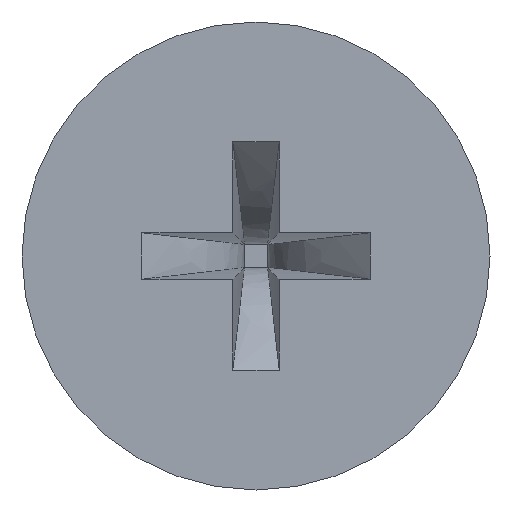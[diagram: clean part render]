
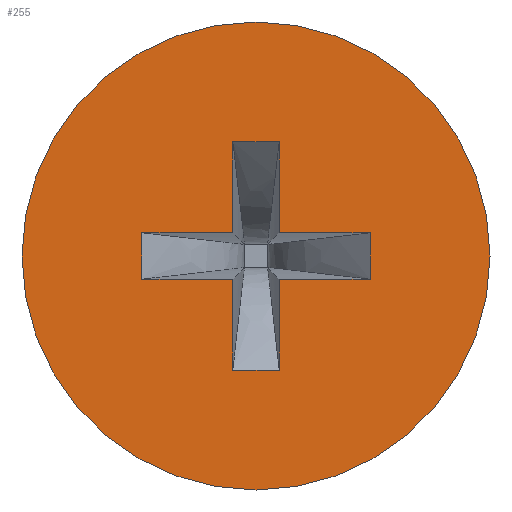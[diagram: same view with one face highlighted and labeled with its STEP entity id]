
A CAD part, left-side view. The second image highlights one B-rep face of the part: STEP entity #255.
In plain terms, the highlighted planar face has unit normal (-1, 0, 0).
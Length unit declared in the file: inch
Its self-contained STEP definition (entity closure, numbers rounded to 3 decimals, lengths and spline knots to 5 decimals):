
#17=FACE_BOUND('',#48,.T.);
#18=CIRCLE('',#290,0.166);
#19=CIRCLE('',#291,0.166);
#24=PLANE('',#289);
#30=FACE_OUTER_BOUND('',#47,.T.);
#47=EDGE_LOOP('',(#178,#179));
#48=EDGE_LOOP('',(#180,#181,#182,#183,#184,#185,#186,#187,#188,#189,#190,
#191));
#74=LINE('',#361,#92);
#75=LINE('',#402,#93);
#77=LINE('',#426,#95);
#78=LINE('',#438,#96);
#79=LINE('',#440,#97);
#80=LINE('',#442,#98);
#81=LINE('',#444,#99);
#82=LINE('',#446,#100);
#83=LINE('',#447,#101);
#84=LINE('',#449,#102);
#85=LINE('',#451,#103);
#86=LINE('',#452,#104);
#92=VECTOR('',#302,0.0645);
#93=VECTOR('',#303,0.033);
#95=VECTOR('',#305,0.0645);
#96=VECTOR('',#312,0.0645);
#97=VECTOR('',#313,0.0645);
#98=VECTOR('',#314,0.033);
#99=VECTOR('',#315,0.0645);
#100=VECTOR('',#316,0.0645);
#101=VECTOR('',#317,0.033);
#102=VECTOR('',#318,0.0645);
#103=VECTOR('',#319,0.0645);
#104=VECTOR('',#320,0.033);
#110=VERTEX_POINT('',#359);
#111=VERTEX_POINT('',#360);
#113=VERTEX_POINT('',#401);
#115=VERTEX_POINT('',#425);
#116=VERTEX_POINT('',#432);
#117=VERTEX_POINT('',#433);
#118=VERTEX_POINT('',#436);
#119=VERTEX_POINT('',#437);
#120=VERTEX_POINT('',#439);
#121=VERTEX_POINT('',#441);
#122=VERTEX_POINT('',#443);
#123=VERTEX_POINT('',#445);
#124=VERTEX_POINT('',#448);
#125=VERTEX_POINT('',#450);
#132=EDGE_CURVE('',#110,#111,#74,.T.);
#135=EDGE_CURVE('',#111,#113,#75,.T.);
#138=EDGE_CURVE('',#115,#110,#77,.T.);
#140=EDGE_CURVE('',#116,#117,#18,.T.);
#141=EDGE_CURVE('',#117,#116,#19,.T.);
#142=EDGE_CURVE('',#118,#119,#78,.T.);
#143=EDGE_CURVE('',#119,#120,#79,.T.);
#144=EDGE_CURVE('',#120,#121,#80,.T.);
#145=EDGE_CURVE('',#121,#122,#81,.T.);
#146=EDGE_CURVE('',#122,#123,#82,.T.);
#147=EDGE_CURVE('',#123,#115,#83,.T.);
#148=EDGE_CURVE('',#113,#124,#84,.T.);
#149=EDGE_CURVE('',#124,#125,#85,.T.);
#150=EDGE_CURVE('',#125,#118,#86,.T.);
#178=ORIENTED_EDGE('',*,*,#140,.T.);
#179=ORIENTED_EDGE('',*,*,#141,.T.);
#180=ORIENTED_EDGE('',*,*,#142,.T.);
#181=ORIENTED_EDGE('',*,*,#143,.T.);
#182=ORIENTED_EDGE('',*,*,#144,.T.);
#183=ORIENTED_EDGE('',*,*,#145,.T.);
#184=ORIENTED_EDGE('',*,*,#146,.T.);
#185=ORIENTED_EDGE('',*,*,#147,.T.);
#186=ORIENTED_EDGE('',*,*,#138,.T.);
#187=ORIENTED_EDGE('',*,*,#132,.T.);
#188=ORIENTED_EDGE('',*,*,#135,.T.);
#189=ORIENTED_EDGE('',*,*,#148,.T.);
#190=ORIENTED_EDGE('',*,*,#149,.T.);
#191=ORIENTED_EDGE('',*,*,#150,.T.);
#255=ADVANCED_FACE('',(#30,#17),#24,.T.);
#289=AXIS2_PLACEMENT_3D('',#431,#306,#307);
#290=AXIS2_PLACEMENT_3D('',#434,#308,#309);
#291=AXIS2_PLACEMENT_3D('',#435,#310,#311);
#302=DIRECTION('',(0.,-1.,0.));
#303=DIRECTION('',(0.,0.,-1.));
#305=DIRECTION('',(0.,0.,-1.));
#306=DIRECTION('center_axis',(-1.,0.,0.));
#307=DIRECTION('ref_axis',(0.,0.,1.));
#308=DIRECTION('center_axis',(-1.,0.,0.));
#309=DIRECTION('ref_axis',(0.,0.,1.));
#310=DIRECTION('center_axis',(-1.,0.,0.));
#311=DIRECTION('ref_axis',(0.,0.,1.));
#312=DIRECTION('',(0.,0.,1.));
#313=DIRECTION('',(0.,1.,0.));
#314=DIRECTION('',(0.,0.,1.));
#315=DIRECTION('',(0.,-1.,0.));
#316=DIRECTION('',(0.,0.,1.));
#317=DIRECTION('',(0.,-1.,0.));
#318=DIRECTION('',(0.,1.,0.));
#319=DIRECTION('',(0.,0.,-1.));
#320=DIRECTION('',(0.,1.,0.));
#359=CARTESIAN_POINT('',(0.,-0.0165,0.0165));
#360=CARTESIAN_POINT('',(0.,-0.081,0.0165));
#361=CARTESIAN_POINT('',(0.,-0.0165,0.0165));
#401=CARTESIAN_POINT('',(0.,-0.081,-0.0165));
#402=CARTESIAN_POINT('',(0.,-0.081,0.0165));
#425=CARTESIAN_POINT('',(0.,-0.0165,0.081));
#426=CARTESIAN_POINT('',(0.,-0.0165,0.081));
#431=CARTESIAN_POINT('Origin',(0.,0.,0.));
#432=CARTESIAN_POINT('',(0.,0.,0.166));
#433=CARTESIAN_POINT('',(0.,0.,-0.166));
#434=CARTESIAN_POINT('Origin',(0.,0.,0.));
#435=CARTESIAN_POINT('Origin',(0.,0.,0.));
#436=CARTESIAN_POINT('',(0.,0.0165,-0.081));
#437=CARTESIAN_POINT('',(0.,0.0165,-0.0165));
#438=CARTESIAN_POINT('',(0.,0.0165,-0.081));
#439=CARTESIAN_POINT('',(0.,0.081,-0.0165));
#440=CARTESIAN_POINT('',(0.,0.0165,-0.0165));
#441=CARTESIAN_POINT('',(0.,0.081,0.0165));
#442=CARTESIAN_POINT('',(0.,0.081,-0.0165));
#443=CARTESIAN_POINT('',(0.,0.0165,0.0165));
#444=CARTESIAN_POINT('',(0.,0.081,0.0165));
#445=CARTESIAN_POINT('',(0.,0.0165,0.081));
#446=CARTESIAN_POINT('',(0.,0.0165,0.0165));
#447=CARTESIAN_POINT('',(0.,0.0165,0.081));
#448=CARTESIAN_POINT('',(0.,-0.0165,-0.0165));
#449=CARTESIAN_POINT('',(0.,-0.081,-0.0165));
#450=CARTESIAN_POINT('',(0.,-0.0165,-0.081));
#451=CARTESIAN_POINT('',(0.,-0.0165,-0.0165));
#452=CARTESIAN_POINT('',(0.,-0.0165,-0.081));
